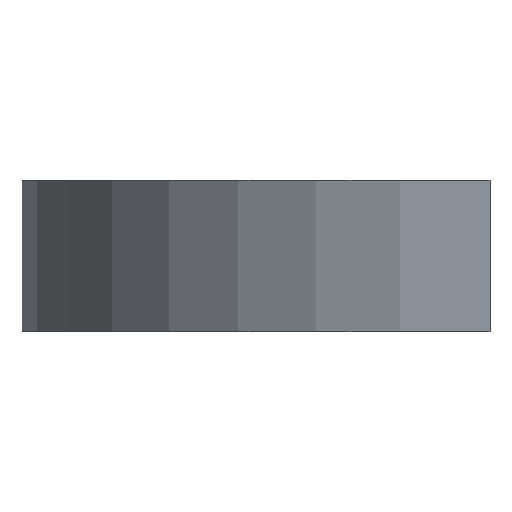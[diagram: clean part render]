
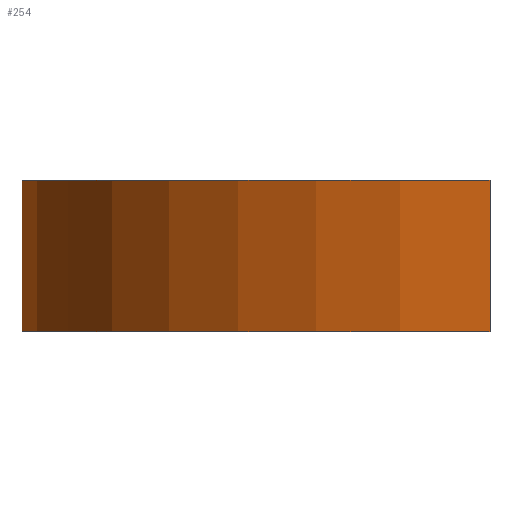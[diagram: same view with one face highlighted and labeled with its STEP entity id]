
A CAD part, front view. The second image highlights one B-rep face of the part: STEP entity #254.
In plain terms, the highlighted cylindrical face has radius 36 mm (diameter 72 mm), a partial arc.
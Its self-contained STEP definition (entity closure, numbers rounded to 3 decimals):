
#173=CARTESIAN_POINT('Line Origine',(-5.,35.651,2.)) ;
#177=CARTESIAN_POINT('Vertex',(-5.,35.651,-3.)) ;
#179=CARTESIAN_POINT('Vertex',(-5.,35.651,7.)) ;
#224=CARTESIAN_POINT('Axis2P3D Location',(0.,0.,0.)) ;
#229=CARTESIAN_POINT('Axis2P3D Location',(0.,0.,-3.)) ;
#233=CARTESIAN_POINT('Vertex',(-5.,-35.651,-3.)) ;
#236=CARTESIAN_POINT('Line Origine',(-5.,-35.651,2.)) ;
#240=CARTESIAN_POINT('Vertex',(-5.,-35.651,7.)) ;
#243=CARTESIAN_POINT('Axis2P3D Location',(0.,0.,7.)) ;
#174=DIRECTION('Vector Direction',(0.,0.,1.)) ;
#225=DIRECTION('Axis2P3D Direction',(0.,-0.,1.)) ;
#226=DIRECTION('Axis2P3D XDirection',(0.,1.,0.)) ;
#230=DIRECTION('Axis2P3D Direction',(0.,-0.,1.)) ;
#237=DIRECTION('Vector Direction',(0.,0.,1.)) ;
#244=DIRECTION('Axis2P3D Direction',(0.,-0.,1.)) ;
#227=AXIS2_PLACEMENT_3D('Cylinder Axis2P3D',#224,#225,#226) ;
#231=AXIS2_PLACEMENT_3D('Circle Axis2P3D',#229,#230,$) ;
#245=AXIS2_PLACEMENT_3D('Circle Axis2P3D',#243,#244,$) ;
#249=ORIENTED_EDGE('',*,*,#181,.F.) ;
#250=ORIENTED_EDGE('',*,*,#235,.T.) ;
#251=ORIENTED_EDGE('',*,*,#242,.T.) ;
#252=ORIENTED_EDGE('',*,*,#247,.F.) ;
#175=VECTOR('Line Direction',#174,1.) ;
#238=VECTOR('Line Direction',#237,1.) ;
#254=ADVANCED_FACE('PartBody',(#253),#228,.T.) ;
#232=CIRCLE('generated circle',#231,36.) ;
#246=CIRCLE('generated circle',#245,36.) ;
#228=CYLINDRICAL_SURFACE('generated cylinder',#227,36.) ;
#181=EDGE_CURVE('',#178,#180,#176,.T.) ;
#235=EDGE_CURVE('',#178,#234,#232,.T.) ;
#242=EDGE_CURVE('',#234,#241,#239,.T.) ;
#247=EDGE_CURVE('',#180,#241,#246,.T.) ;
#248=EDGE_LOOP('',(#249,#250,#251,#252)) ;
#253=FACE_OUTER_BOUND('',#248,.T.) ;
#176=LINE('Line',#173,#175) ;
#239=LINE('Line',#236,#238) ;
#178=VERTEX_POINT('',#177) ;
#180=VERTEX_POINT('',#179) ;
#234=VERTEX_POINT('',#233) ;
#241=VERTEX_POINT('',#240) ;
